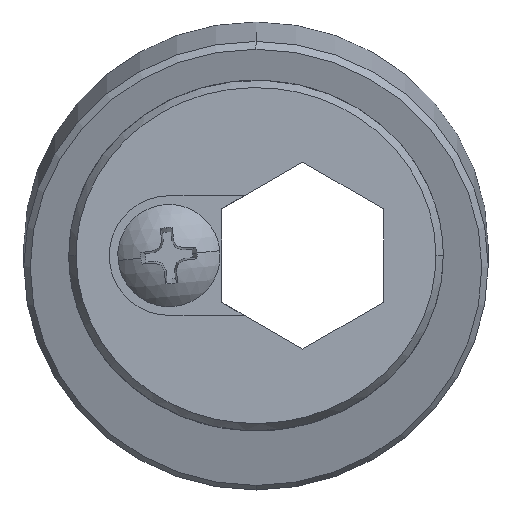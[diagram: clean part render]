
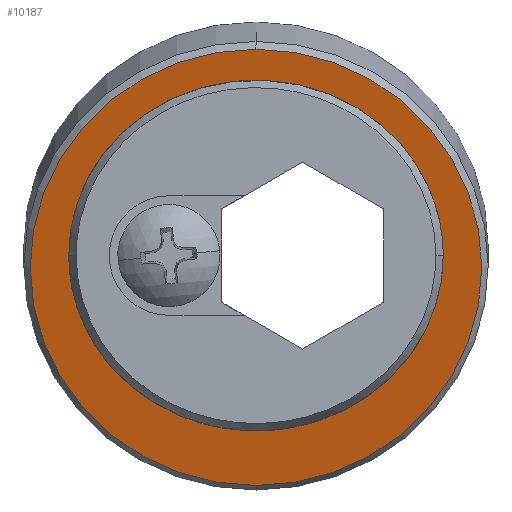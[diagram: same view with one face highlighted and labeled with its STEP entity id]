
A CAD part, left-side view. The second image highlights one B-rep face of the part: STEP entity #10187.
In plain terms, the highlighted face is planar.
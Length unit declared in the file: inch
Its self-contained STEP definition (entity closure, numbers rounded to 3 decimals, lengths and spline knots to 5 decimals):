
#573 = DIRECTION ( 'NONE',  ( -1., 0., 0. ) ) ;
#1217 = CARTESIAN_POINT ( 'NONE',  ( 0., 0., 0.70835 ) ) ;
#1734 = CIRCLE ( 'NONE', #10533, 0.51213 ) ;
#1949 = CARTESIAN_POINT ( 'NONE',  ( 0., 0., -0.70835 ) ) ;
#2873 = VERTEX_POINT ( 'NONE', #7176 ) ;
#3177 = DIRECTION ( 'NONE',  ( 1., 0., 0. ) ) ;
#3241 = DIRECTION ( 'NONE',  ( -1., 0., 0. ) ) ;
#3328 = EDGE_CURVE ( 'NONE', #6894, #2873, #7090, .T. ) ;
#3702 = EDGE_CURVE ( 'NONE', #5589, #10202, #10246, .T. ) ;
#4190 = FACE_OUTER_BOUND ( 'NONE', #6692, .T. ) ;
#4210 = DIRECTION ( 'NONE',  ( 1., 0., 0. ) ) ;
#4693 = EDGE_CURVE ( 'NONE', #2873, #6894, #1734, .T. ) ;
#5171 = ORIENTED_EDGE ( 'NONE', *, *, #4693, .T. ) ;
#5589 = VERTEX_POINT ( 'NONE', #1949 ) ;
#5604 = DIRECTION ( 'NONE',  ( 0., 0., -1. ) ) ;
#5836 = CARTESIAN_POINT ( 'NONE',  ( 0., 0., 0. ) ) ;
#6120 = EDGE_CURVE ( 'NONE', #10202, #5589, #8012, .T. ) ;
#6383 = AXIS2_PLACEMENT_3D ( 'NONE', #8489, #3241, #9351 ) ;
#6692 = EDGE_LOOP ( 'NONE', ( #7877, #10076 ) ) ;
#6722 = DIRECTION ( 'NONE',  ( 0., 0., -1. ) ) ;
#6790 = EDGE_LOOP ( 'NONE', ( #5171, #8712 ) ) ;
#6879 = AXIS2_PLACEMENT_3D ( 'NONE', #5836, #573, #6722 ) ;
#6894 = VERTEX_POINT ( 'NONE', #10833 ) ;
#7090 = CIRCLE ( 'NONE', #8277, 0.51213 ) ;
#7176 = CARTESIAN_POINT ( 'NONE',  ( 0., 0., 0.51213 ) ) ;
#7315 = PLANE ( 'NONE',  #10646 ) ;
#7877 = ORIENTED_EDGE ( 'NONE', *, *, #3702, .T. ) ;
#8012 = CIRCLE ( 'NONE', #6383, 0.70835 ) ;
#8203 = CARTESIAN_POINT ( 'NONE',  ( 0., 0., 0. ) ) ;
#8277 = AXIS2_PLACEMENT_3D ( 'NONE', #8427, #3177, #9306 ) ;
#8427 = CARTESIAN_POINT ( 'NONE',  ( 0., 0., 0. ) ) ;
#8489 = CARTESIAN_POINT ( 'NONE',  ( 0., 0., 0. ) ) ;
#8712 = ORIENTED_EDGE ( 'NONE', *, *, #3328, .T. ) ;
#9306 = DIRECTION ( 'NONE',  ( 0., 0., -1. ) ) ;
#9351 = DIRECTION ( 'NONE',  ( 0., 0., -1. ) ) ;
#9450 = CARTESIAN_POINT ( 'NONE',  ( 0., 0., 0. ) ) ;
#10076 = ORIENTED_EDGE ( 'NONE', *, *, #6120, .T. ) ;
#10187 = ADVANCED_FACE ( 'NONE', ( #11162, #4190 ), #7315, .F. ) ;
#10202 = VERTEX_POINT ( 'NONE', #1217 ) ;
#10246 = CIRCLE ( 'NONE', #6879, 0.70835 ) ;
#10326 = DIRECTION ( 'NONE',  ( 0., 0., -1. ) ) ;
#10533 = AXIS2_PLACEMENT_3D ( 'NONE', #9450, #4210, #10326 ) ;
#10646 = AXIS2_PLACEMENT_3D ( 'NONE', #8203, #10818, #5604 ) ;
#10818 = DIRECTION ( 'NONE',  ( 1., 0., 0. ) ) ;
#10833 = CARTESIAN_POINT ( 'NONE',  ( 0., 0., -0.51213 ) ) ;
#11162 = FACE_BOUND ( 'NONE', #6790, .T. ) ;
